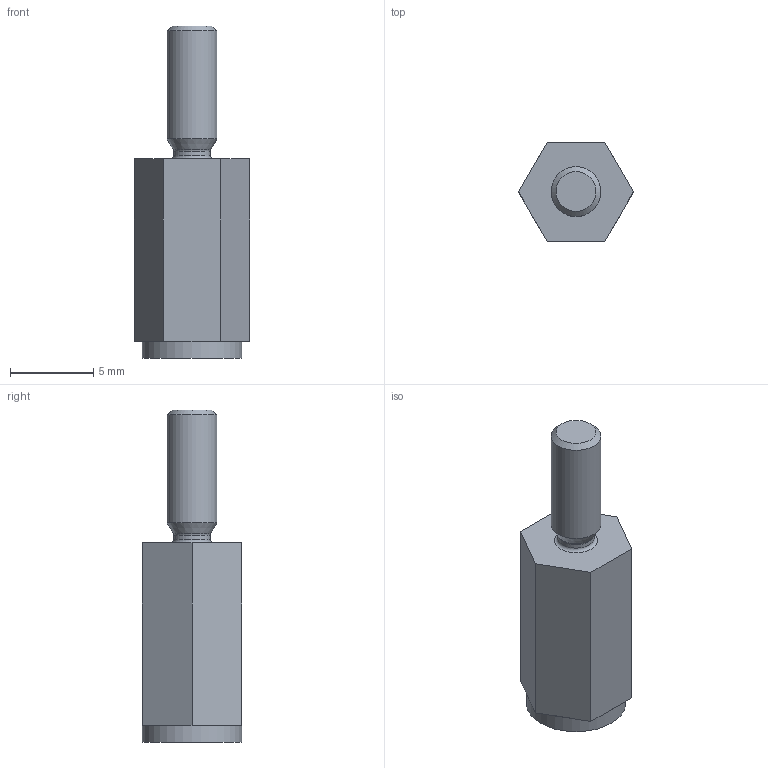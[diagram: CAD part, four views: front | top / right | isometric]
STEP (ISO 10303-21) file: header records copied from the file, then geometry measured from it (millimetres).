
FILE_DESCRIPTION( ( 'Unknown' ), '1' );
FILE_NAME( '971120365.stp', 'Unknown', ( 'Unknown' ), ( 'Unknown' ), 'PSStep 19.0.9', 'Unknown', ' ' );
FILE_SCHEMA( ( 'AUTOMOTIVE_DESIGN { 1 0 10303 214 1 1 1 1 }' ) );
Length unit declared in the file: millimetre
Products named in the file (1): 1
Bounding box: 6.93 x 6 x 20 mm (x, y, z)
Volume: 375.5 mm3; surface area: 461.8 mm2
Topology: 1 solids, 1 shells, 26 faces, 60 edges, 37 vertices
Faces by surface type: plane 15, cylinder 5, cone 4, torus 2
Full cylindrical faces by diameter (mm): 2.2 x1, 2.459 x2, 3 x1, 6 x1
Entity records: 840 total; most frequent: DIRECTION 114, CARTESIAN_POINT 100, ORIENTED_EDGE 84, AXIS2_PLACEMENT_3D 45, EDGE_CURVE 42, EDGE_LOOP 38, FACE_OUTER_BOUND 33, VERTEX_POINT 31
